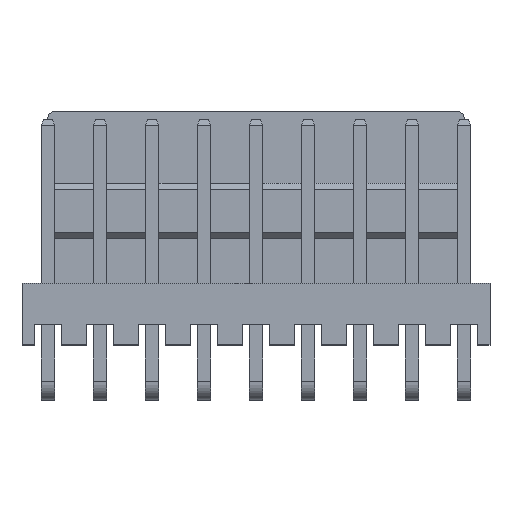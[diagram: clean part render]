
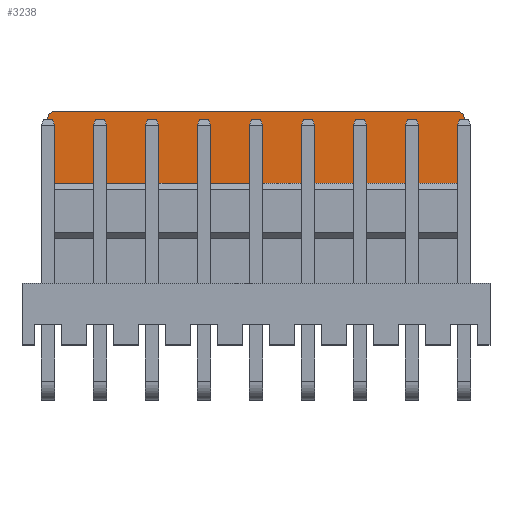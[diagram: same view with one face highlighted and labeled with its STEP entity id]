
A CAD part, top view. The second image highlights one B-rep face of the part: STEP entity #3238.
In plain terms, the highlighted planar face has unit normal (0, 0, 1).
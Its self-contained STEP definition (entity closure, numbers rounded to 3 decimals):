
#58 = ORIENTED_EDGE ( 'NONE', *, *, #6432, .F. ) ;
#479 = VERTEX_POINT ( 'NONE', #3002 ) ;
#521 = VECTOR ( 'NONE', #3244, 1000. ) ;
#768 = DIRECTION ( 'NONE',  ( 0., 1., 0. ) ) ;
#851 = DIRECTION ( 'NONE',  ( 0., 0., -1. ) ) ;
#974 = ORIENTED_EDGE ( 'NONE', *, *, #2183, .F. ) ;
#1082 = EDGE_LOOP ( 'NONE', ( #7643, #6853, #974, #58, #4869, #4570 ) ) ;
#1313 = CARTESIAN_POINT ( 'NONE',  ( 0., 10.28, 0.9 ) ) ;
#1431 = PLANE ( 'NONE',  #1728 ) ;
#1502 = EDGE_CURVE ( 'NONE', #4446, #1760, #6137, .T. ) ;
#1674 = VERTEX_POINT ( 'NONE', #7760 ) ;
#1728 = AXIS2_PLACEMENT_3D ( 'NONE', #7592, #5679, #1979 ) ;
#1760 = VERTEX_POINT ( 'NONE', #4162 ) ;
#1855 = LINE ( 'NONE', #7976, #6392 ) ;
#1877 = LINE ( 'NONE', #1988, #3916 ) ;
#1979 = DIRECTION ( 'NONE',  ( 0., -1., 0. ) ) ;
#1988 = CARTESIAN_POINT ( 'NONE',  ( 20.32, 0., 0.9 ) ) ;
#2183 = EDGE_CURVE ( 'NONE', #6300, #479, #4707, .T. ) ;
#2464 = FACE_OUTER_BOUND ( 'NONE', #1082, .T. ) ;
#2502 = DIRECTION ( 'NONE',  ( 0., 1., 0. ) ) ;
#2586 = VECTOR ( 'NONE', #3551, 1000. ) ;
#2770 = LINE ( 'NONE', #2867, #2586 ) ;
#2867 = CARTESIAN_POINT ( 'NONE',  ( 20.32, 13.78, 0.9 ) ) ;
#3002 = CARTESIAN_POINT ( 'NONE',  ( 0.3, 13.78, 0.9 ) ) ;
#3048 = DIRECTION ( 'NONE',  ( 1., 0., 0. ) ) ;
#3238 = ADVANCED_FACE ( 'NONE', ( #2464 ), #1431, .T. ) ;
#3244 = DIRECTION ( 'NONE',  ( 1., 0., 0. ) ) ;
#3551 = DIRECTION ( 'NONE',  ( 1., 0., 0. ) ) ;
#3916 = VECTOR ( 'NONE', #768, 1000. ) ;
#3936 = CARTESIAN_POINT ( 'NONE',  ( 0.3, 13.48, 0.9 ) ) ;
#3954 = DIRECTION ( 'NONE',  ( -1., 0., 0. ) ) ;
#4128 = AXIS2_PLACEMENT_3D ( 'NONE', #6173, #7400, #3048 ) ;
#4162 = CARTESIAN_POINT ( 'NONE',  ( 20.32, 10.28, 0.9 ) ) ;
#4446 = VERTEX_POINT ( 'NONE', #1313 ) ;
#4543 = EDGE_CURVE ( 'NONE', #1760, #5712, #1877, .T. ) ;
#4570 = ORIENTED_EDGE ( 'NONE', *, *, #4543, .T. ) ;
#4707 = CIRCLE ( 'NONE', #6629, 0.3 ) ;
#4869 = ORIENTED_EDGE ( 'NONE', *, *, #1502, .T. ) ;
#5126 = CARTESIAN_POINT ( 'NONE',  ( 20.32, 10.28, 0.9 ) ) ;
#5250 = CARTESIAN_POINT ( 'NONE',  ( 0., 13.48, 0.9 ) ) ;
#5679 = DIRECTION ( 'NONE',  ( 0., 0., 1. ) ) ;
#5712 = VERTEX_POINT ( 'NONE', #7321 ) ;
#6137 = LINE ( 'NONE', #5126, #521 ) ;
#6173 = CARTESIAN_POINT ( 'NONE',  ( 20.02, 13.48, 0.9 ) ) ;
#6300 = VERTEX_POINT ( 'NONE', #5250 ) ;
#6392 = VECTOR ( 'NONE', #2502, 1000. ) ;
#6432 = EDGE_CURVE ( 'NONE', #4446, #6300, #1855, .T. ) ;
#6629 = AXIS2_PLACEMENT_3D ( 'NONE', #3936, #851, #3954 ) ;
#6640 = EDGE_CURVE ( 'NONE', #1674, #5712, #6664, .T. ) ;
#6664 = CIRCLE ( 'NONE', #4128, 0.3 ) ;
#6853 = ORIENTED_EDGE ( 'NONE', *, *, #7316, .F. ) ;
#7316 = EDGE_CURVE ( 'NONE', #479, #1674, #2770, .T. ) ;
#7321 = CARTESIAN_POINT ( 'NONE',  ( 20.32, 13.48, 0.9 ) ) ;
#7400 = DIRECTION ( 'NONE',  ( 0., 0., -1. ) ) ;
#7592 = CARTESIAN_POINT ( 'NONE',  ( 20.32, 10.28, 0.9 ) ) ;
#7643 = ORIENTED_EDGE ( 'NONE', *, *, #6640, .F. ) ;
#7760 = CARTESIAN_POINT ( 'NONE',  ( 20.02, 13.78, 0.9 ) ) ;
#7976 = CARTESIAN_POINT ( 'NONE',  ( 0., 0., 0.9 ) ) ;
